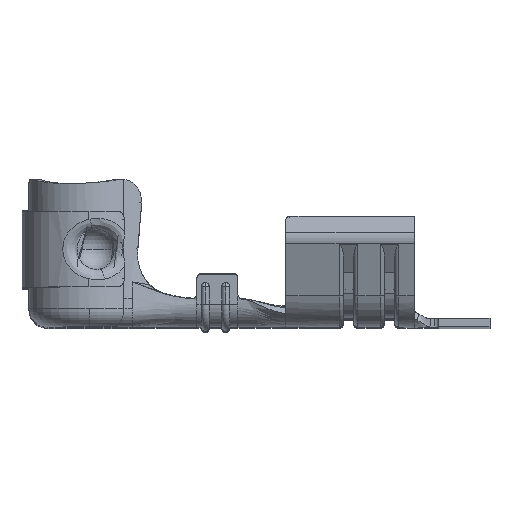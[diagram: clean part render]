
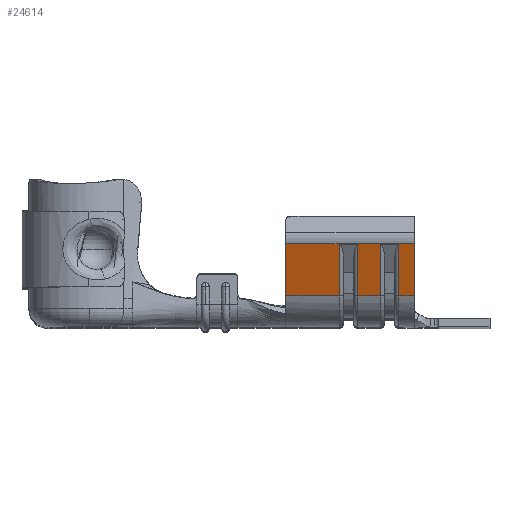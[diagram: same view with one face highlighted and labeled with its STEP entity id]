
A CAD part, top view. The second image highlights one B-rep face of the part: STEP entity #24614.
In plain terms, the highlighted planar face has unit normal (0, -0.353, 0.936).
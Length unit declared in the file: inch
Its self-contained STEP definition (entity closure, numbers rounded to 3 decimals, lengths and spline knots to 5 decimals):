
#409 = FACE_OUTER_BOUND ( 'NONE', #25597, .T. ) ;
#633 = LINE ( 'NONE', #10491, #21084 ) ;
#1034 = DIRECTION ( 'NONE',  ( 1., 0., 0. ) ) ;
#1362 = CARTESIAN_POINT ( 'NONE',  ( 0.7105, 0.20154, 0.15692 ) ) ;
#1591 = CARTESIAN_POINT ( 'NONE',  ( 0.6555, 0.07572, 0.10948 ) ) ;
#1822 = VERTEX_POINT ( 'NONE', #16323 ) ;
#1933 = EDGE_CURVE ( 'NONE', #1822, #22588, #14361, .T. ) ;
#2066 = DIRECTION ( 'NONE',  ( 0., 0.936, 0.353 ) ) ;
#3210 = DIRECTION ( 'NONE',  ( 0., -0.936, -0.353 ) ) ;
#3405 = DIRECTION ( 'NONE',  ( 1., 0., 0. ) ) ;
#3549 = VECTOR ( 'NONE', #1034, 39.37008 ) ;
#4095 = ORIENTED_EDGE ( 'NONE', *, *, #1933, .T. ) ;
#4214 = CARTESIAN_POINT ( 'NONE',  ( 0.6555, 0.07572, 0.10948 ) ) ;
#4919 = LINE ( 'NONE', #14761, #23600 ) ;
#5185 = DIRECTION ( 'NONE',  ( 1., 0., 0. ) ) ;
#5446 = DIRECTION ( 'NONE',  ( 0., -0.353, 0.936 ) ) ;
#5478 = DIRECTION ( 'NONE',  ( 0., 0.936, 0.353 ) ) ;
#5578 = ORIENTED_EDGE ( 'NONE', *, *, #30424, .T. ) ;
#5742 = CARTESIAN_POINT ( 'NONE',  ( 0.6105, 0.20154, 0.15692 ) ) ;
#5803 = VECTOR ( 'NONE', #5478, 39.37008 ) ;
#6023 = VERTEX_POINT ( 'NONE', #23229 ) ;
#6062 = LINE ( 'NONE', #15909, #6567 ) ;
#6548 = EDGE_CURVE ( 'NONE', #25105, #27056, #15495, .T. ) ;
#6567 = VECTOR ( 'NONE', #25798, 39.37008 ) ;
#7103 = VECTOR ( 'NONE', #31595, 39.37008 ) ;
#7268 = CARTESIAN_POINT ( 'NONE',  ( 0.48, 0.07572, 0.10948 ) ) ;
#8252 = LINE ( 'NONE', #25587, #11355 ) ;
#8938 = VECTOR ( 'NONE', #5185, 39.37008 ) ;
#9150 = EDGE_CURVE ( 'NONE', #27056, #1822, #4919, .T. ) ;
#9234 = ORIENTED_EDGE ( 'NONE', *, *, #24837, .T. ) ;
#10295 = LINE ( 'NONE', #27646, #5803 ) ;
#10491 = CARTESIAN_POINT ( 'NONE',  ( 0.7555, 0.07572, 0.10948 ) ) ;
#11085 = CARTESIAN_POINT ( 'NONE',  ( 0.48, 0.07572, 0.10948 ) ) ;
#11174 = EDGE_CURVE ( 'NONE', #15362, #28529, #29445, .T. ) ;
#11347 = EDGE_CURVE ( 'NONE', #12188, #6023, #633, .T. ) ;
#11355 = VECTOR ( 'NONE', #3405, 39.37008 ) ;
#11383 = ORIENTED_EDGE ( 'NONE', *, *, #15057, .T. ) ;
#11457 = DIRECTION ( 'NONE',  ( 0., -0.936, -0.353 ) ) ;
#11819 = EDGE_CURVE ( 'NONE', #22588, #16742, #6062, .T. ) ;
#11823 = LINE ( 'NONE', #21705, #7103 ) ;
#12188 = VERTEX_POINT ( 'NONE', #25437 ) ;
#13101 = EDGE_CURVE ( 'NONE', #15730, #22198, #11823, .T. ) ;
#13312 = LINE ( 'NONE', #23206, #3549 ) ;
#14226 = VECTOR ( 'NONE', #3210, 39.37008 ) ;
#14361 = LINE ( 'NONE', #24237, #20927 ) ;
#14483 = ORIENTED_EDGE ( 'NONE', *, *, #9150, .T. ) ;
#14761 = CARTESIAN_POINT ( 'NONE',  ( 0.48, 0.07572, 0.10948 ) ) ;
#15057 = EDGE_CURVE ( 'NONE', #6023, #22198, #13312, .T. ) ;
#15291 = DIRECTION ( 'NONE',  ( 0., -0.936, -0.353 ) ) ;
#15362 = VERTEX_POINT ( 'NONE', #4214 ) ;
#15495 = LINE ( 'NONE', #25385, #14226 ) ;
#15730 = VERTEX_POINT ( 'NONE', #16144 ) ;
#15909 = CARTESIAN_POINT ( 'NONE',  ( 0.6205, 0.20154, 0.15692 ) ) ;
#15950 = CARTESIAN_POINT ( 'NONE',  ( 0.793, 0.07572, 0.10948 ) ) ;
#15965 = CARTESIAN_POINT ( 'NONE',  ( 0.48, 0.20289, 0.15743 ) ) ;
#16144 = CARTESIAN_POINT ( 'NONE',  ( 0.793, 0.20289, 0.15743 ) ) ;
#16323 = CARTESIAN_POINT ( 'NONE',  ( 0.6105, 0.07572, 0.10948 ) ) ;
#16742 = VERTEX_POINT ( 'NONE', #27810 ) ;
#17117 = DIRECTION ( 'NONE',  ( 1., 0., 0. ) ) ;
#17463 = LINE ( 'NONE', #27351, #8938 ) ;
#17717 = PLANE ( 'NONE',  #17716 ) ;
#17716 = AXIS2_PLACEMENT_3D ( 'NONE', #27613, #5446, #15291 ) ;
#20099 = ORIENTED_EDGE ( 'NONE', *, *, #6548, .T. ) ;
#20377 = DIRECTION ( 'NONE',  ( 0., -0.936, -0.353 ) ) ;
#20927 = VECTOR ( 'NONE', #2066, 39.37008 ) ;
#21084 = VECTOR ( 'NONE', #20377, 39.37008 ) ;
#21657 = CARTESIAN_POINT ( 'NONE',  ( 0.7105, 0.07572, 0.10948 ) ) ;
#21705 = CARTESIAN_POINT ( 'NONE',  ( 0.793, 0.07572, 0.10948 ) ) ;
#22198 = VERTEX_POINT ( 'NONE', #15950 ) ;
#22405 = ORIENTED_EDGE ( 'NONE', *, *, #13101, .F. ) ;
#22588 = VERTEX_POINT ( 'NONE', #5742 ) ;
#23017 = EDGE_CURVE ( 'NONE', #28529, #31115, #10295, .T. ) ;
#23206 = CARTESIAN_POINT ( 'NONE',  ( 0.48, 0.07572, 0.10948 ) ) ;
#23229 = CARTESIAN_POINT ( 'NONE',  ( 0.7555, 0.07572, 0.10948 ) ) ;
#23279 = ORIENTED_EDGE ( 'NONE', *, *, #11174, .T. ) ;
#23600 = VECTOR ( 'NONE', #24654, 39.37008 ) ;
#23762 = LINE ( 'NONE', #1591, #24387 ) ;
#24167 = VECTOR ( 'NONE', #17117, 39.37008 ) ;
#24237 = CARTESIAN_POINT ( 'NONE',  ( 0.6105, 0.07572, 0.10948 ) ) ;
#24387 = VECTOR ( 'NONE', #11457, 39.37008 ) ;
#24614 = ADVANCED_FACE ( 'NONE', ( #409 ), #17717, .T. ) ;
#24654 = DIRECTION ( 'NONE',  ( 1., 0., 0. ) ) ;
#24837 = EDGE_CURVE ( 'NONE', #31115, #12188, #17463, .T. ) ;
#25105 = VERTEX_POINT ( 'NONE', #15965 ) ;
#25385 = CARTESIAN_POINT ( 'NONE',  ( 0.48, 0.07572, 0.10948 ) ) ;
#25437 = CARTESIAN_POINT ( 'NONE',  ( 0.7555, 0.20154, 0.15692 ) ) ;
#25587 = CARTESIAN_POINT ( 'NONE',  ( 0.48, 0.20289, 0.15743 ) ) ;
#25597 = EDGE_LOOP ( 'NONE', ( #14483, #4095, #26994, #5578, #23279, #30878, #9234, #29321, #11383, #22405, #25746, #20099 ) ) ;
#25746 = ORIENTED_EDGE ( 'NONE', *, *, #26917, .F. ) ;
#25798 = DIRECTION ( 'NONE',  ( 1., 0., 0. ) ) ;
#26917 = EDGE_CURVE ( 'NONE', #25105, #15730, #8252, .T. ) ;
#26994 = ORIENTED_EDGE ( 'NONE', *, *, #11819, .T. ) ;
#27056 = VERTEX_POINT ( 'NONE', #11085 ) ;
#27351 = CARTESIAN_POINT ( 'NONE',  ( 0.7205, 0.20154, 0.15692 ) ) ;
#27613 = CARTESIAN_POINT ( 'NONE',  ( 0.48, 0.07572, 0.10948 ) ) ;
#27646 = CARTESIAN_POINT ( 'NONE',  ( 0.7105, 0.07572, 0.10948 ) ) ;
#27810 = CARTESIAN_POINT ( 'NONE',  ( 0.6555, 0.20154, 0.15692 ) ) ;
#28529 = VERTEX_POINT ( 'NONE', #21657 ) ;
#29321 = ORIENTED_EDGE ( 'NONE', *, *, #11347, .T. ) ;
#29445 = LINE ( 'NONE', #7268, #24167 ) ;
#30424 = EDGE_CURVE ( 'NONE', #16742, #15362, #23762, .T. ) ;
#30878 = ORIENTED_EDGE ( 'NONE', *, *, #23017, .T. ) ;
#31115 = VERTEX_POINT ( 'NONE', #1362 ) ;
#31595 = DIRECTION ( 'NONE',  ( 0., -0.936, -0.353 ) ) ;
